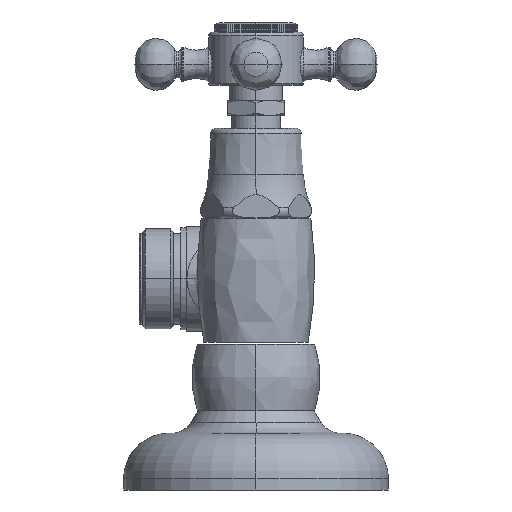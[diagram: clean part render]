
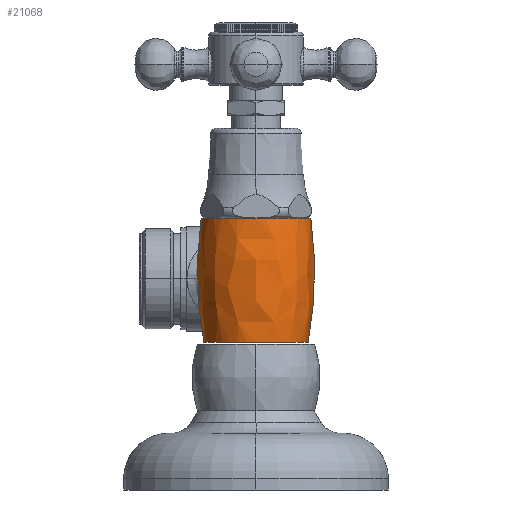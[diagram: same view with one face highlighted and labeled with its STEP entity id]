
A CAD part, left-side view. The second image highlights one B-rep face of the part: STEP entity #21068.
In plain terms, the highlighted free-form (B-spline) face has degree [3, 3] with [7, 4] control points.
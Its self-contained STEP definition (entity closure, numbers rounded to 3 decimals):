
#3072=CARTESIAN_POINT('',(-75.,-85.405,1.725));
#3073=DIRECTION('',(1.,0.,0.));
#3074=DIRECTION('',(0.,0.983,-0.184));
#3075=AXIS2_PLACEMENT_3D('',#3072,#3073,#3074);
#3077=CARTESIAN_POINT('',(-75.,85.405,1.725));
#3078=DIRECTION('',(-1.,0.,0.));
#3079=DIRECTION('',(0.,-0.983,-0.184));
#3080=AXIS2_PLACEMENT_3D('',#3077,#3078,#3079);
#3082=CARTESIAN_POINT('',(-75.,0.,-16.8));
#3083=DIRECTION('',(0.,0.,1.));
#3084=DIRECTION('',(0.,1.,0.));
#3085=AXIS2_PLACEMENT_3D('',#3082,#3083,#3084);
#3202=CARTESIAN_POINT('',(-75.,0.,16.));
#3203=DIRECTION('',(0.,0.,1.));
#3204=DIRECTION('',(0.,1.,0.));
#3205=AXIS2_PLACEMENT_3D('',#3202,#3203,#3204);
#15377=CARTESIAN_POINT('',(-75.,13.8,-16.8));
#15378=CARTESIAN_POINT('',(-75.,14.5,16.));
#15379=VERTEX_POINT('',#15377);
#15380=VERTEX_POINT('',#15378);
#15381=CARTESIAN_POINT('',(-75.,-13.8,-16.8));
#15382=CARTESIAN_POINT('',(-75.,-14.5,16.));
#15383=VERTEX_POINT('',#15381);
#15384=VERTEX_POINT('',#15382);
#21030=CARTESIAN_POINT('',(-74.096,-14.376,
16.652));
#21031=CARTESIAN_POINT('',(-73.989,-16.071,
5.299));
#21032=CARTESIAN_POINT('',(-74.004,-15.826,
-6.177));
#21033=CARTESIAN_POINT('',(-74.141,-13.65,
-17.447));
#21034=CARTESIAN_POINT('',(-82.943,-14.933,
16.652));
#21035=CARTESIAN_POINT('',(-83.879,-16.693,
5.299));
#21036=CARTESIAN_POINT('',(-83.744,-16.439,
-6.177));
#21037=CARTESIAN_POINT('',(-82.541,-14.178,
-17.447));
#21038=CARTESIAN_POINT('',(-89.405,-8.865,
16.652));
#21039=CARTESIAN_POINT('',(-91.103,-9.909,
5.299));
#21040=CARTESIAN_POINT('',(-90.858,-9.759,
-6.177));
#21041=CARTESIAN_POINT('',(-88.677,-8.417,
-17.447));
#21042=CARTESIAN_POINT('',(-89.405,0.,
16.652));
#21043=CARTESIAN_POINT('',(-91.103,0.,
5.299));
#21044=CARTESIAN_POINT('',(-90.858,0.,
-6.177));
#21045=CARTESIAN_POINT('',(-88.677,0.,
-17.447));
#21046=CARTESIAN_POINT('',(-89.405,8.865,
16.652));
#21047=CARTESIAN_POINT('',(-91.103,9.909,
5.299));
#21048=CARTESIAN_POINT('',(-90.858,9.759,
-6.177));
#21049=CARTESIAN_POINT('',(-88.677,8.417,
-17.447));
#21050=CARTESIAN_POINT('',(-82.943,14.933,
16.652));
#21051=CARTESIAN_POINT('',(-83.879,16.693,
5.299));
#21052=CARTESIAN_POINT('',(-83.744,16.439,
-6.177));
#21053=CARTESIAN_POINT('',(-82.541,14.178,
-17.447));
#21054=CARTESIAN_POINT('',(-74.096,14.376,
16.652));
#21055=CARTESIAN_POINT('',(-73.989,16.071,
5.299));
#21056=CARTESIAN_POINT('',(-74.004,15.826,
-6.177));
#21057=CARTESIAN_POINT('',(-74.141,13.65,
-17.447));
#21058=(BOUNDED_SURFACE()B_SPLINE_SURFACE(3,3,((#21030,#21031,#21032,#21033),(
#21034,#21035,#21036,#21037),(#21038,#21039,#21040,#21041),(#21042,#21043,
#21044,#21045),(#21046,#21047,#21048,#21049),(#21050,#21051,#21052,#21053),(
#21054,#21055,#21056,#21057)),.UNSPECIFIED.,.F.,.F.,.F.)B_SPLINE_SURFACE_WITH_KNOTS((4,3,4),(4,4),(0.,1.,2.),(0.,1.),.UNSPECIFIED.)GEOMETRIC_REPRESENTATION_ITEM()RATIONAL_B_SPLINE_SURFACE(((1.196,1.184,
1.184,1.196),(0.944,0.935,
0.935,0.944),(0.944,0.935,
0.935,0.944),(1.196,1.184,
1.184,1.196),(0.944,0.935,
0.935,0.944),(0.944,0.935,
0.935,0.944),(1.196,1.184,
1.184,1.196)))REPRESENTATION_ITEM('')SURFACE());
#21060=ORIENTED_EDGE('',*,*,#21059,.T.);
#21062=ORIENTED_EDGE('',*,*,#21061,.T.);
#21064=ORIENTED_EDGE('',*,*,#21063,.F.);
#21065=ORIENTED_EDGE('',*,*,#21011,.F.);
#21066=EDGE_LOOP('',(#21060,#21062,#21064,#21065));
#21067=FACE_OUTER_BOUND('',#21066,.F.);
#21068=ADVANCED_FACE('',(#21067),#21058,.T.);
#3076=CIRCLE('',#3075,100.92);
#3081=CIRCLE('',#3080,100.92);
#3086=CIRCLE('',#3085,13.8);
#3206=CIRCLE('',#3205,14.5);
#21011=EDGE_CURVE('',#15379,#15383,#3086,.T.);
#21059=EDGE_CURVE('',#15379,#15380,#3076,.T.);
#21061=EDGE_CURVE('',#15380,#15384,#3206,.T.);
#21063=EDGE_CURVE('',#15383,#15384,#3081,.T.);
